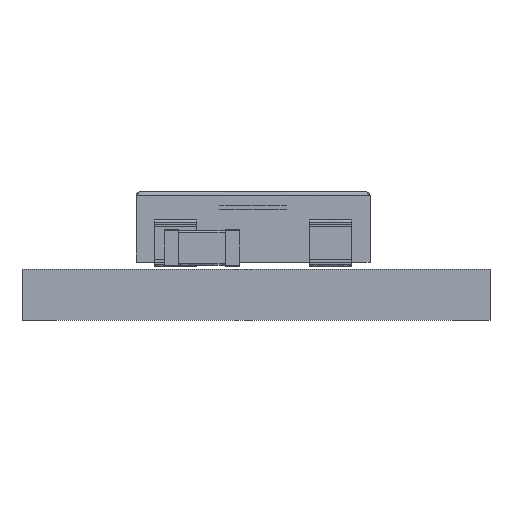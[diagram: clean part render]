
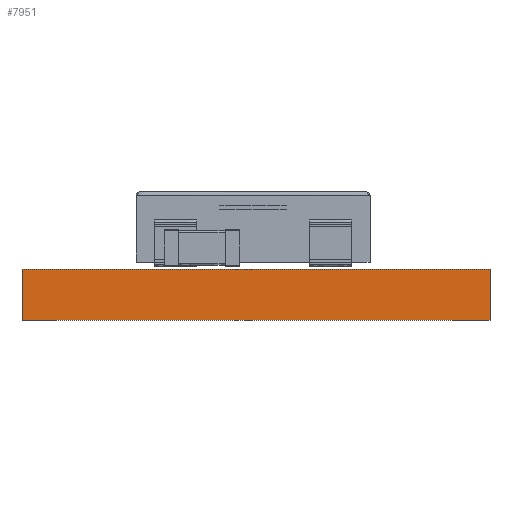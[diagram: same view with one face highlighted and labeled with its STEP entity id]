
A CAD part, front view. The second image highlights one B-rep face of the part: STEP entity #7951.
In plain terms, the highlighted planar face has unit normal (0, -1, 0).
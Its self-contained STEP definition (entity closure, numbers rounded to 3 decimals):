
#7094 = VERTEX_POINT('',#7095);
#7095 = CARTESIAN_POINT('',(-5.,-125.,0.));
#7104 = PLANE('',#7105);
#7105 = AXIS2_PLACEMENT_3D('',#7106,#7107,#7108);
#7106 = CARTESIAN_POINT('',(-5.,-125.,0.));
#7107 = DIRECTION('',(-1.,0.,0.));
#7108 = DIRECTION('',(0.,1.,0.));
#7116 = PLANE('',#7117);
#7117 = AXIS2_PLACEMENT_3D('',#7118,#7119,#7120);
#7118 = CARTESIAN_POINT('',(0.,0.,0.));
#7119 = DIRECTION('',(-0.,-0.,-1.));
#7120 = DIRECTION('',(-1.,0.,0.));
#7128 = EDGE_CURVE('',#7094,#7129,#7131,.T.);
#7129 = VERTEX_POINT('',#7130);
#7130 = CARTESIAN_POINT('',(-5.,-125.,1.09));
#7131 = SURFACE_CURVE('',#7132,(#7136,#7143),.PCURVE_S1.);
#7132 = LINE('',#7133,#7134);
#7133 = CARTESIAN_POINT('',(-5.,-125.,0.));
#7134 = VECTOR('',#7135,1.);
#7135 = DIRECTION('',(0.,0.,1.));
#7136 = PCURVE('',#7104,#7137);
#7137 = DEFINITIONAL_REPRESENTATION('',(#7138),#7142);
#7138 = LINE('',#7139,#7140);
#7139 = CARTESIAN_POINT('',(0.,0.));
#7140 = VECTOR('',#7141,1.);
#7141 = DIRECTION('',(0.,-1.));
#7142 = ( GEOMETRIC_REPRESENTATION_CONTEXT(2) 
PARAMETRIC_REPRESENTATION_CONTEXT() REPRESENTATION_CONTEXT('2D SPACE',''
  ) );
#7143 = PCURVE('',#7144,#7149);
#7144 = PLANE('',#7145);
#7145 = AXIS2_PLACEMENT_3D('',#7146,#7147,#7148);
#7146 = CARTESIAN_POINT('',(5.,-125.,0.));
#7147 = DIRECTION('',(0.,-1.,0.));
#7148 = DIRECTION('',(-1.,0.,0.));
#7149 = DEFINITIONAL_REPRESENTATION('',(#7150),#7154);
#7150 = LINE('',#7151,#7152);
#7151 = CARTESIAN_POINT('',(10.,0.));
#7152 = VECTOR('',#7153,1.);
#7153 = DIRECTION('',(0.,-1.));
#7154 = ( GEOMETRIC_REPRESENTATION_CONTEXT(2) 
PARAMETRIC_REPRESENTATION_CONTEXT() REPRESENTATION_CONTEXT('2D SPACE',''
  ) );
#7172 = PLANE('',#7173);
#7173 = AXIS2_PLACEMENT_3D('',#7174,#7175,#7176);
#7174 = CARTESIAN_POINT('',(0.,0.,1.09));
#7175 = DIRECTION('',(-0.,-0.,-1.));
#7176 = DIRECTION('',(-1.,0.,0.));
#7211 = EDGE_CURVE('',#7212,#7094,#7214,.T.);
#7212 = VERTEX_POINT('',#7213);
#7213 = CARTESIAN_POINT('',(5.,-125.,0.));
#7214 = SURFACE_CURVE('',#7215,(#7219,#7226),.PCURVE_S1.);
#7215 = LINE('',#7216,#7217);
#7216 = CARTESIAN_POINT('',(5.,-125.,0.));
#7217 = VECTOR('',#7218,1.);
#7218 = DIRECTION('',(-1.,0.,0.));
#7219 = PCURVE('',#7116,#7220);
#7220 = DEFINITIONAL_REPRESENTATION('',(#7221),#7225);
#7221 = LINE('',#7222,#7223);
#7222 = CARTESIAN_POINT('',(-5.,-125.));
#7223 = VECTOR('',#7224,1.);
#7224 = DIRECTION('',(1.,0.));
#7225 = ( GEOMETRIC_REPRESENTATION_CONTEXT(2) 
PARAMETRIC_REPRESENTATION_CONTEXT() REPRESENTATION_CONTEXT('2D SPACE',''
  ) );
#7226 = PCURVE('',#7144,#7227);
#7227 = DEFINITIONAL_REPRESENTATION('',(#7228),#7232);
#7228 = LINE('',#7229,#7230);
#7229 = CARTESIAN_POINT('',(0.,-0.));
#7230 = VECTOR('',#7231,1.);
#7231 = DIRECTION('',(1.,0.));
#7232 = ( GEOMETRIC_REPRESENTATION_CONTEXT(2) 
PARAMETRIC_REPRESENTATION_CONTEXT() REPRESENTATION_CONTEXT('2D SPACE',''
  ) );
#7582 = PLANE('',#7583);
#7583 = AXIS2_PLACEMENT_3D('',#7584,#7585,#7586);
#7584 = CARTESIAN_POINT('',(5.,125.,0.));
#7585 = DIRECTION('',(1.,0.,-0.));
#7586 = DIRECTION('',(0.,-1.,0.));
#7651 = EDGE_CURVE('',#7652,#7129,#7654,.T.);
#7652 = VERTEX_POINT('',#7653);
#7653 = CARTESIAN_POINT('',(5.,-125.,1.09));
#7654 = SURFACE_CURVE('',#7655,(#7659,#7666),.PCURVE_S1.);
#7655 = LINE('',#7656,#7657);
#7656 = CARTESIAN_POINT('',(5.,-125.,1.09));
#7657 = VECTOR('',#7658,1.);
#7658 = DIRECTION('',(-1.,0.,0.));
#7659 = PCURVE('',#7172,#7660);
#7660 = DEFINITIONAL_REPRESENTATION('',(#7661),#7665);
#7661 = LINE('',#7662,#7663);
#7662 = CARTESIAN_POINT('',(-5.,-125.));
#7663 = VECTOR('',#7664,1.);
#7664 = DIRECTION('',(1.,0.));
#7665 = ( GEOMETRIC_REPRESENTATION_CONTEXT(2) 
PARAMETRIC_REPRESENTATION_CONTEXT() REPRESENTATION_CONTEXT('2D SPACE',''
  ) );
#7666 = PCURVE('',#7144,#7667);
#7667 = DEFINITIONAL_REPRESENTATION('',(#7668),#7672);
#7668 = LINE('',#7669,#7670);
#7669 = CARTESIAN_POINT('',(0.,-1.09));
#7670 = VECTOR('',#7671,1.);
#7671 = DIRECTION('',(1.,0.));
#7672 = ( GEOMETRIC_REPRESENTATION_CONTEXT(2) 
PARAMETRIC_REPRESENTATION_CONTEXT() REPRESENTATION_CONTEXT('2D SPACE',''
  ) );
#7951 = ADVANCED_FACE('',(#7952),#7144,.T.);
#7952 = FACE_BOUND('',#7953,.T.);
#7953 = EDGE_LOOP('',(#7954,#7975,#7976,#7977));
#7954 = ORIENTED_EDGE('',*,*,#7955,.T.);
#7955 = EDGE_CURVE('',#7212,#7652,#7956,.T.);
#7956 = SURFACE_CURVE('',#7957,(#7961,#7968),.PCURVE_S1.);
#7957 = LINE('',#7958,#7959);
#7958 = CARTESIAN_POINT('',(5.,-125.,0.));
#7959 = VECTOR('',#7960,1.);
#7960 = DIRECTION('',(0.,0.,1.));
#7961 = PCURVE('',#7144,#7962);
#7962 = DEFINITIONAL_REPRESENTATION('',(#7963),#7967);
#7963 = LINE('',#7964,#7965);
#7964 = CARTESIAN_POINT('',(0.,-0.));
#7965 = VECTOR('',#7966,1.);
#7966 = DIRECTION('',(0.,-1.));
#7967 = ( GEOMETRIC_REPRESENTATION_CONTEXT(2) 
PARAMETRIC_REPRESENTATION_CONTEXT() REPRESENTATION_CONTEXT('2D SPACE',''
  ) );
#7968 = PCURVE('',#7582,#7969);
#7969 = DEFINITIONAL_REPRESENTATION('',(#7970),#7974);
#7970 = LINE('',#7971,#7972);
#7971 = CARTESIAN_POINT('',(250.,0.));
#7972 = VECTOR('',#7973,1.);
#7973 = DIRECTION('',(0.,-1.));
#7974 = ( GEOMETRIC_REPRESENTATION_CONTEXT(2) 
PARAMETRIC_REPRESENTATION_CONTEXT() REPRESENTATION_CONTEXT('2D SPACE',''
  ) );
#7975 = ORIENTED_EDGE('',*,*,#7651,.T.);
#7976 = ORIENTED_EDGE('',*,*,#7128,.F.);
#7977 = ORIENTED_EDGE('',*,*,#7211,.F.);
